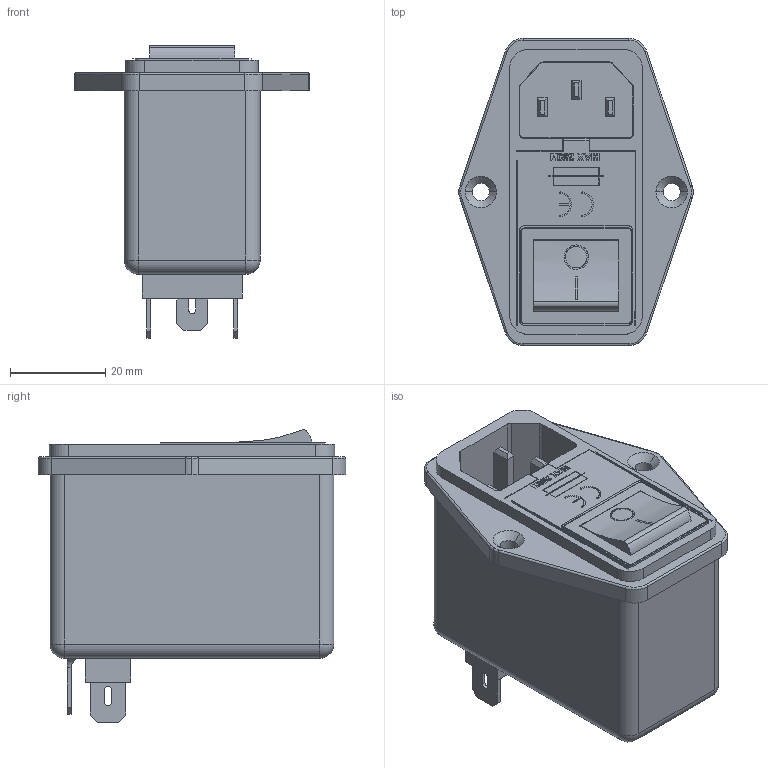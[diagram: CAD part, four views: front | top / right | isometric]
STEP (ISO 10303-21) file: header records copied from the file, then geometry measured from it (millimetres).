
FILE_DESCRIPTION (( 'STEP AP214' ), '1' );
FILE_NAME ('RIP0642H2.step', '2015-09-21T11:30:49', ( '' ), ( '' ), 'SwSTEP 2.0', 'SolidWorks 2015', '' );
FILE_SCHEMA (( 'AUTOMOTIVE_DESIGN' ));
Length unit declared in the file: millimetre
Products named in the file (1): RIP0642H2
Bounding box: 49.16 x 64.5 x 61.32 mm (x, y, z)
Volume: 73796.2 mm3; surface area: 15879.2 mm2
Topology: 1 solids, 1 shells, 386 faces, 990 edges, 634 vertices
Faces by surface type: plane 244, cylinder 87, bspline 34, torus 13, cone 4, sphere 4
Entity records: 13193 total; most frequent: CARTESIAN_POINT 3876, ORIENTED_EDGE 1972, DIRECTION 1807, EDGE_CURVE 986, LINE 729, VECTOR 729, VERTEX_POINT 634, AXIS2_PLACEMENT_3D 539
